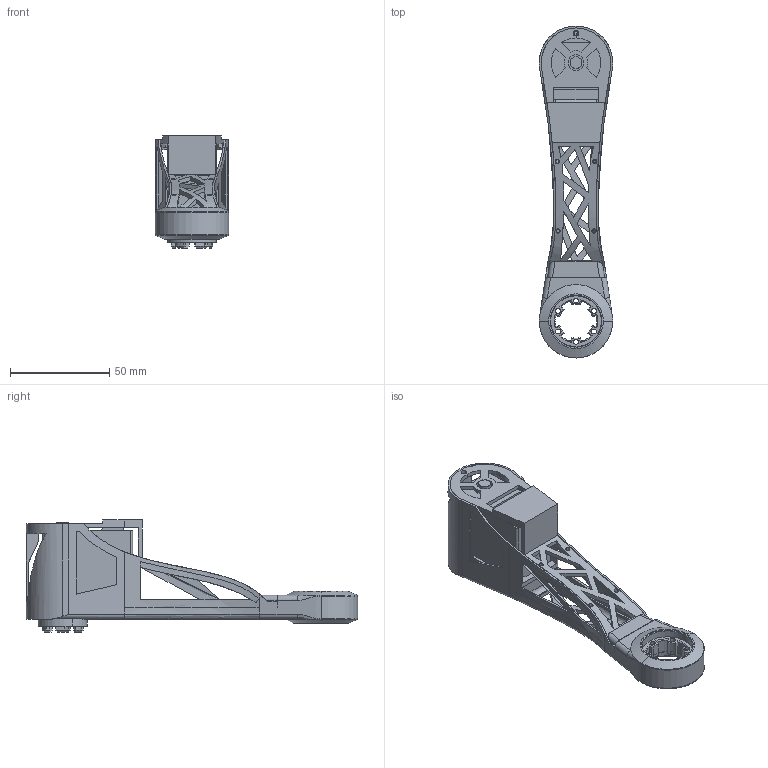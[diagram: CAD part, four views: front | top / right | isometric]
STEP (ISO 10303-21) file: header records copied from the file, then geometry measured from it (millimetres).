
FILE_DESCRIPTION (( 'STEP AP214' ), '1' );
FILE_NAME ('2AXIS_JOINT.STEP', '2024-11-13T07:10:57', ( '' ), ( '' ), 'SwSTEP 2.0', 'SolidWorks 2024', '' );
FILE_SCHEMA (( 'AUTOMOTIVE_DESIGN' ));
Length unit declared in the file: millimetre
Products named in the file (6): 2024.10.20_모터고정대_2AXIS_cover_ver10.0; 2024.10.26_AXIS_베어링홀더_ver10.0; 2024.09.23_STS3215_ver8; 2024.10.16_모터고정대_2AXIS_ver10.0; 2AXIS_JOINT; 2024.09.23_베어링_6705_ver8.0
Assembly tree (5 placements, depth 2):
  2AXIS_JOINT
    2024.10.16_모터고정대_2AXIS_ver10.0
    2024.10.20_모터고정대_2AXIS_cover_ver10.0
    2024.09.23_STS3215_ver8
    2024.09.23_베어링_6705_ver8.0
    2024.10.26_AXIS_베어링홀더_ver10.0
Bounding box: 37 x 167 x 56.5 mm (x, y, z)
Volume: 73569.7 mm3; surface area: 46562.5 mm2
Topology: 30 solids, 30 shells, 683 faces, 1885 edges, 1232 vertices
Faces by surface type: plane 309, cylinder 203, bspline 55, sphere 48, cone 47, torus 21
Entity records: 24778 total; most frequent: CARTESIAN_POINT 7828, ORIENTED_EDGE 3530, DIRECTION 3210, EDGE_CURVE 1765, AXIS2_PLACEMENT_3D 1162, VERTEX_POINT 1160, VECTOR 886, LINE 886
